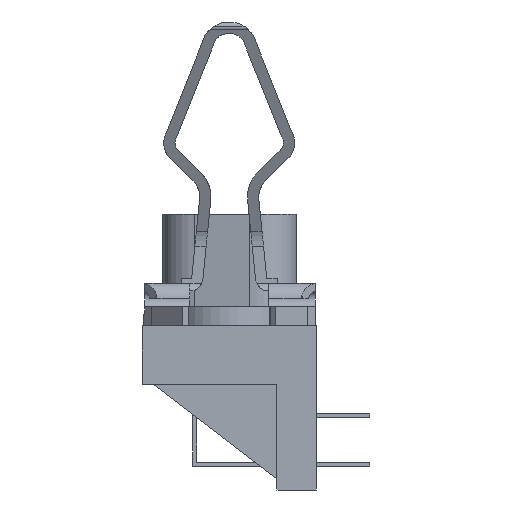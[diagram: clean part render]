
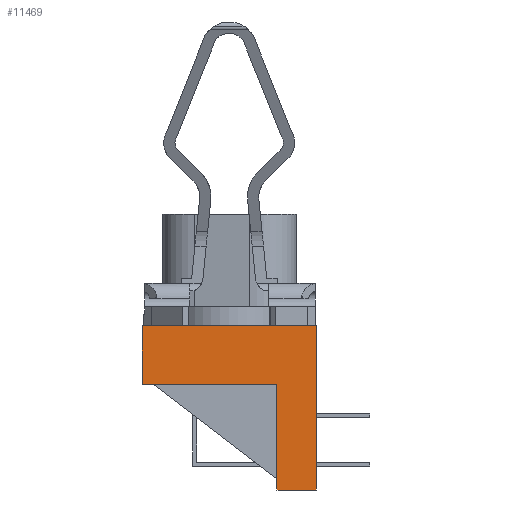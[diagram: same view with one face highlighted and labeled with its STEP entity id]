
A CAD part, left-side view. The second image highlights one B-rep face of the part: STEP entity #11469.
In plain terms, the highlighted planar face has unit normal (-1, 0, 0).
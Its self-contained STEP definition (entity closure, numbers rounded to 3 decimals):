
#38 = EDGE_CURVE ( 'NONE', #40216, #18225, #32744, .T. ) ;
#661 = CARTESIAN_POINT ( 'NONE',  ( -33.91, -4.25, -7.3 ) ) ;
#1170 = PLANE ( 'NONE',  #28149 ) ;
#1641 = ORIENTED_EDGE ( 'NONE', *, *, #28076, .T. ) ;
#2158 = LINE ( 'NONE', #661, #26031 ) ;
#2213 = EDGE_CURVE ( 'NONE', #8871, #16718, #15405, .T. ) ;
#3341 = CARTESIAN_POINT ( 'NONE',  ( -33.91, 0., -5.2 ) ) ;
#4007 = CARTESIAN_POINT ( 'NONE',  ( -33.91, 7.75, -5.2 ) ) ;
#4306 = CARTESIAN_POINT ( 'NONE',  ( -33.91, -6., 0. ) ) ;
#4690 = EDGE_CURVE ( 'NONE', #16718, #40216, #22103, .T. ) ;
#4986 = ORIENTED_EDGE ( 'NONE', *, *, #38, .F. ) ;
#5202 = CARTESIAN_POINT ( 'NONE',  ( -33.91, 7.75, 0. ) ) ;
#5370 = VECTOR ( 'NONE', #21204, 1000. ) ;
#6446 = DIRECTION ( 'NONE',  ( 0., 1., 0. ) ) ;
#6560 = EDGE_CURVE ( 'NONE', #20512, #28726, #10617, .T. ) ;
#8871 = VERTEX_POINT ( 'NONE', #36687 ) ;
#10169 = ORIENTED_EDGE ( 'NONE', *, *, #4690, .F. ) ;
#10617 = LINE ( 'NONE', #34706, #5370 ) ;
#11469 = ADVANCED_FACE ( 'NONE', ( #27224 ), #1170, .T. ) ;
#11568 = CARTESIAN_POINT ( 'NONE',  ( -33.91, -4.25, -14.6 ) ) ;
#11863 = DIRECTION ( 'NONE',  ( 0., -1., 0. ) ) ;
#13272 = VECTOR ( 'NONE', #21217, 1000. ) ;
#13646 = EDGE_CURVE ( 'NONE', #41377, #28726, #16319, .T. ) ;
#14555 = ORIENTED_EDGE ( 'NONE', *, *, #21424, .F. ) ;
#15405 = LINE ( 'NONE', #4306, #13272 ) ;
#16319 = LINE ( 'NONE', #3341, #24818 ) ;
#16718 = VERTEX_POINT ( 'NONE', #22595 ) ;
#18202 = DIRECTION ( 'NONE',  ( 0., 0., 1. ) ) ;
#18225 = VERTEX_POINT ( 'NONE', #11568 ) ;
#19052 = ORIENTED_EDGE ( 'NONE', *, *, #6560, .T. ) ;
#19067 = CARTESIAN_POINT ( 'NONE',  ( -33.91, -4.25, -5.2 ) ) ;
#20512 = VERTEX_POINT ( 'NONE', #5202 ) ;
#21204 = DIRECTION ( 'NONE',  ( 0., 0., -1. ) ) ;
#21217 = DIRECTION ( 'NONE',  ( 0., -1., 0. ) ) ;
#21424 = EDGE_CURVE ( 'NONE', #20512, #8871, #41052, .T. ) ;
#22103 = LINE ( 'NONE', #26015, #24720 ) ;
#22595 = CARTESIAN_POINT ( 'NONE',  ( -33.91, -7.75, 0. ) ) ;
#22973 = VECTOR ( 'NONE', #11863, 1000. ) ;
#24720 = VECTOR ( 'NONE', #36413, 1000. ) ;
#24797 = ORIENTED_EDGE ( 'NONE', *, *, #13646, .F. ) ;
#24818 = VECTOR ( 'NONE', #6446, 1000. ) ;
#26015 = CARTESIAN_POINT ( 'NONE',  ( -33.91, -7.75, -7.3 ) ) ;
#26031 = VECTOR ( 'NONE', #38200, 1000. ) ;
#26484 = CARTESIAN_POINT ( 'NONE',  ( -33.91, -6., -14.6 ) ) ;
#27224 = FACE_OUTER_BOUND ( 'NONE', #33629, .T. ) ;
#28076 = EDGE_CURVE ( 'NONE', #41377, #18225, #2158, .T. ) ;
#28149 = AXIS2_PLACEMENT_3D ( 'NONE', #38549, #32750, #18202 ) ;
#28726 = VERTEX_POINT ( 'NONE', #4007 ) ;
#30674 = ORIENTED_EDGE ( 'NONE', *, *, #2213, .F. ) ;
#32744 = LINE ( 'NONE', #26484, #38079 ) ;
#32750 = DIRECTION ( 'NONE',  ( -1., 0., 0. ) ) ;
#33629 = EDGE_LOOP ( 'NONE', ( #1641, #4986, #10169, #30674, #14555, #19052, #24797 ) ) ;
#34706 = CARTESIAN_POINT ( 'NONE',  ( -33.91, 7.75, -2.6 ) ) ;
#36413 = DIRECTION ( 'NONE',  ( 0., 0., -1. ) ) ;
#36687 = CARTESIAN_POINT ( 'NONE',  ( -33.91, 0., 0. ) ) ;
#36740 = CARTESIAN_POINT ( 'NONE',  ( -33.91, -7.75, -14.6 ) ) ;
#38079 = VECTOR ( 'NONE', #40006, 1000. ) ;
#38200 = DIRECTION ( 'NONE',  ( 0., 0., -1. ) ) ;
#38549 = CARTESIAN_POINT ( 'NONE',  ( -33.91, -6., -7.3 ) ) ;
#40006 = DIRECTION ( 'NONE',  ( 0., 1., 0. ) ) ;
#40216 = VERTEX_POINT ( 'NONE', #36740 ) ;
#41052 = LINE ( 'NONE', #42046, #22973 ) ;
#41377 = VERTEX_POINT ( 'NONE', #19067 ) ;
#42046 = CARTESIAN_POINT ( 'NONE',  ( -33.91, -6., 0. ) ) ;
